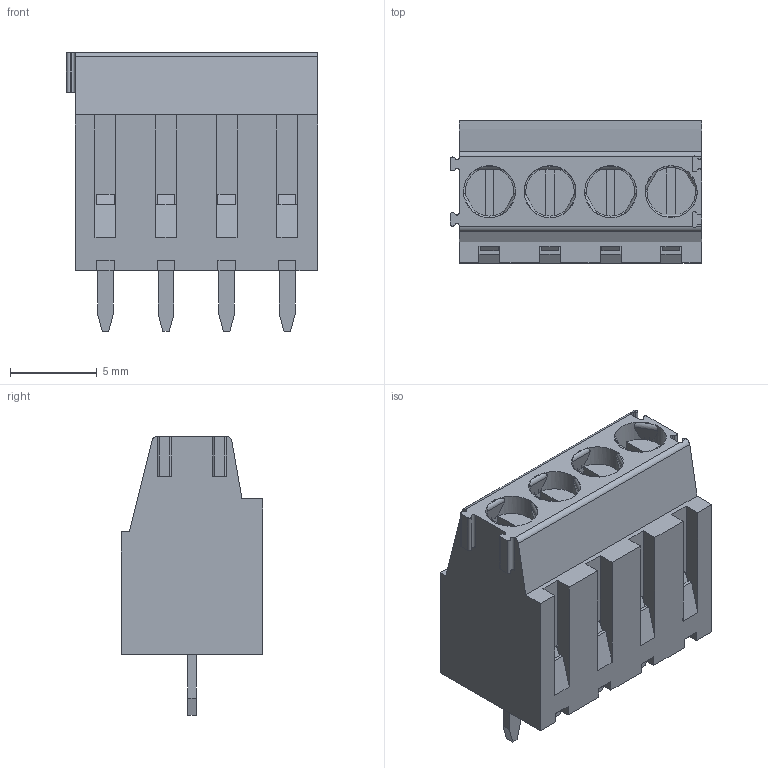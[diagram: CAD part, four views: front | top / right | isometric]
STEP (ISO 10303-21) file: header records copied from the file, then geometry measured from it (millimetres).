
FILE_DESCRIPTION(('STEP AP214'),'1');
FILE_NAME('MVS134-3,5-V.stp','2017-05-11T16:03:13',(' '),(' '),'Spatial InterOp 3D',' ',' ');
FILE_SCHEMA(('automotive_design'));
Length unit declared in the file: metre
Products named in the file (1): 1
Bounding box: 14.5 x 8.2 x 16.1 mm (x, y, z)
Volume: 1148.6 mm3; surface area: 1083.7 mm2
Topology: 1 solids, 1 shells, 278 faces, 780 edges, 512 vertices
Faces by surface type: plane 224, cylinder 46, torus 4, cone 4
Full cylindrical faces by diameter (mm): 2 x4, 2.1 x4, 2.8 x4, 3 x4
Entity records: 11076 total; most frequent: CARTESIAN_POINT 1704, ORIENTED_EDGE 1488, DIRECTION 1430, EDGE_CURVE 744, LINE 564, VECTOR 564, VERTEX_POINT 500, AXIS2_PLACEMENT_3D 433
